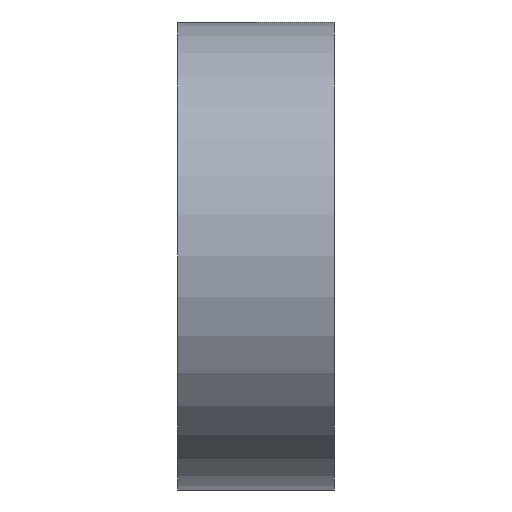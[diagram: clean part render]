
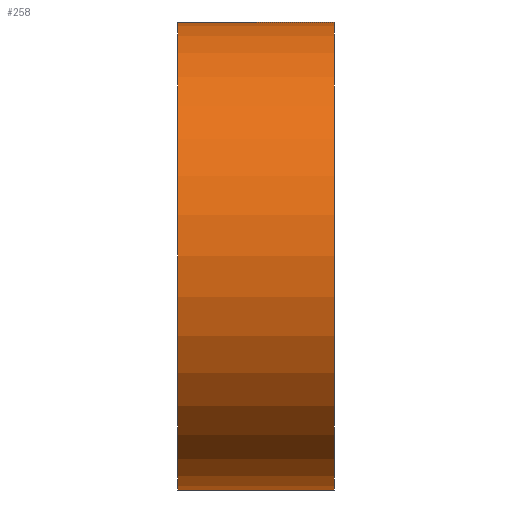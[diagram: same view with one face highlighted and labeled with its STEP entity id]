
A CAD part, left-side view. The second image highlights one B-rep face of the part: STEP entity #258.
In plain terms, the highlighted cylindrical face has radius 7.5 mm (diameter 15 mm), a partial arc.
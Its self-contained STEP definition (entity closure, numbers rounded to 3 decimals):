
#26 = CARTESIAN_POINT ( 'NONE',  ( 0., 5., 0. ) ) ;
#62 = CIRCLE ( 'NONE', #395, 7.5 ) ;
#72 = DIRECTION ( 'NONE',  ( 0., 1., 0. ) ) ;
#81 = ORIENTED_EDGE ( 'NONE', *, *, #277, .F. ) ;
#88 = CARTESIAN_POINT ( 'NONE',  ( 0., 0., 7.5 ) ) ;
#99 = CARTESIAN_POINT ( 'NONE',  ( 0., 5., 7.5 ) ) ;
#136 = LINE ( 'NONE', #99, #349 ) ;
#151 = VECTOR ( 'NONE', #528, 1000. ) ;
#159 = AXIS2_PLACEMENT_3D ( 'NONE', #26, #205, #396 ) ;
#205 = DIRECTION ( 'NONE',  ( 0., -1., 0. ) ) ;
#211 = LINE ( 'NONE', #246, #151 ) ;
#221 = VERTEX_POINT ( 'NONE', #483 ) ;
#237 = EDGE_CURVE ( 'NONE', #317, #221, #211, .T. ) ;
#239 = ORIENTED_EDGE ( 'NONE', *, *, #253, .F. ) ;
#241 = ORIENTED_EDGE ( 'NONE', *, *, #237, .T. ) ;
#243 = CYLINDRICAL_SURFACE ( 'NONE', #159, 7.5 ) ;
#246 = CARTESIAN_POINT ( 'NONE',  ( 0., 5., -7.5 ) ) ;
#250 = DIRECTION ( 'NONE',  ( 0., 0., 1. ) ) ;
#253 = EDGE_CURVE ( 'NONE', #317, #296, #470, .T. ) ;
#258 = ADVANCED_FACE ( 'NONE', ( #402 ), #243, .T. ) ;
#259 = EDGE_LOOP ( 'NONE', ( #424, #81, #239, #241 ) ) ;
#272 = DIRECTION ( 'NONE',  ( 0., 0., 1. ) ) ;
#277 = EDGE_CURVE ( 'NONE', #296, #545, #136, .T. ) ;
#296 = VERTEX_POINT ( 'NONE', #316 ) ;
#316 = CARTESIAN_POINT ( 'NONE',  ( 0., 5., 7.5 ) ) ;
#317 = VERTEX_POINT ( 'NONE', #472 ) ;
#327 = DIRECTION ( 'NONE',  ( 0., 1., 0. ) ) ;
#349 = VECTOR ( 'NONE', #359, 1000. ) ;
#359 = DIRECTION ( 'NONE',  ( 0., -1., 0. ) ) ;
#395 = AXIS2_PLACEMENT_3D ( 'NONE', #525, #327, #272 ) ;
#396 = DIRECTION ( 'NONE',  ( 0., 0., -1. ) ) ;
#402 = FACE_OUTER_BOUND ( 'NONE', #259, .T. ) ;
#424 = ORIENTED_EDGE ( 'NONE', *, *, #436, .T. ) ;
#436 = EDGE_CURVE ( 'NONE', #221, #545, #62, .T. ) ;
#441 = CARTESIAN_POINT ( 'NONE',  ( 0., 5., 0. ) ) ;
#451 = AXIS2_PLACEMENT_3D ( 'NONE', #441, #72, #250 ) ;
#470 = CIRCLE ( 'NONE', #451, 7.5 ) ;
#472 = CARTESIAN_POINT ( 'NONE',  ( 0., 5., -7.5 ) ) ;
#483 = CARTESIAN_POINT ( 'NONE',  ( 0., 0., -7.5 ) ) ;
#525 = CARTESIAN_POINT ( 'NONE',  ( 0., 0., 0. ) ) ;
#528 = DIRECTION ( 'NONE',  ( 0., -1., 0. ) ) ;
#545 = VERTEX_POINT ( 'NONE', #88 ) ;
